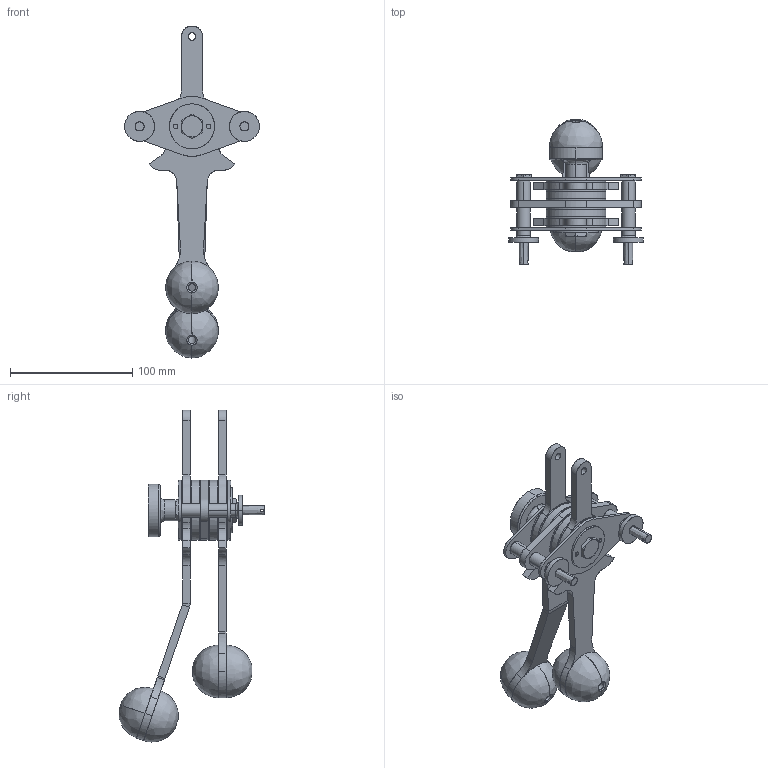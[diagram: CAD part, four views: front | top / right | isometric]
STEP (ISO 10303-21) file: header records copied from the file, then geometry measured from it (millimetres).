
FILE_DESCRIPTION(('FreeCAD Model'),'2;1');
FILE_NAME('Open CASCADE Shape Model','2025-04-26T15:39:07',('FreeCAD'),( 'FreeCAD'),'Open CASCADE STEP processor 7.6','FreeCAD','Unknown');
FILE_SCHEMA(('AUTOMOTIVE_DESIGN { 1 0 10303 214 1 1 1 1 }'));
Products named in the file (1): Open CASCADE STEP translator 7.6 1
Bounding box: 110.35 x 119.49 x 271.73 mm (x, y, z)
Surface area: 138571.8 mm2 (no closed solid volume)
Topology: 0 solids, 357 shells, 357 faces, 7533 edges, 7533 vertices
Faces by surface type: bspline 357
Entity records: 65265 total; most frequent: CARTESIAN_POINT 33597, ORIENTED_EDGE 7533, EDGE_CURVE 7533, VERTEX_POINT 7533, B_SPLINE_CURVE_WITH_KNOTS 6982, FACE_BOUND 444, EDGE_LOOP 444, SHELL_BASED_SURFACE_MODEL 357
